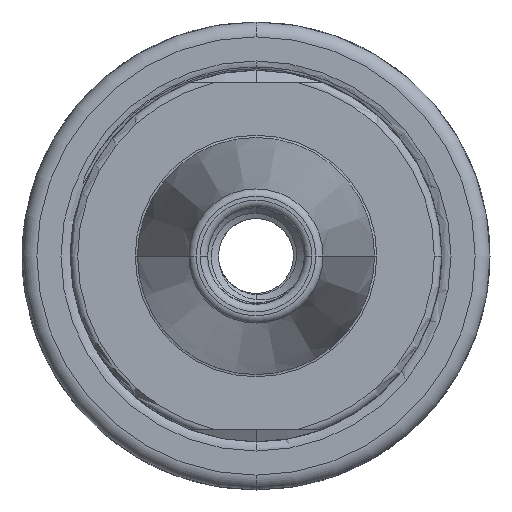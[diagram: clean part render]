
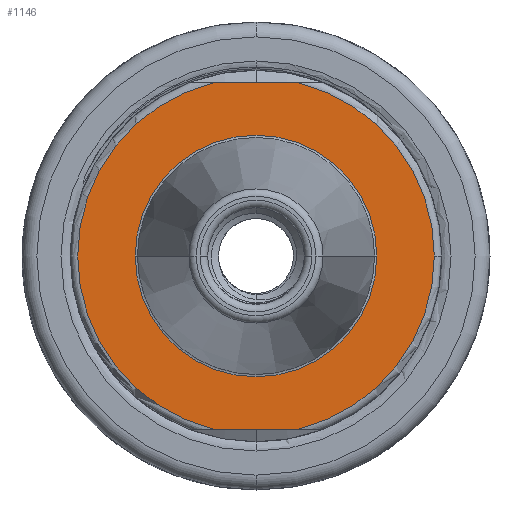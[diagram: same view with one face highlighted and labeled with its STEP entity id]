
A CAD part, left-side view. The second image highlights one B-rep face of the part: STEP entity #1146.
In plain terms, the highlighted planar face has unit normal (-1, 0, 0).
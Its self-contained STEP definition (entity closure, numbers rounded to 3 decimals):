
#1146 = ADVANCED_FACE ( 'NONE', ( #9525, #9483 ), #17977, .T. ) ;
#2268 = CARTESIAN_POINT ( 'NONE',  ( 0., 0., 0. ) ) ;
#2272 = DIRECTION ( 'NONE',  ( -1., 0., 0. ) ) ;
#2280 = DIRECTION ( 'NONE',  ( 0., -1., 0. ) ) ;
#2294 = CARTESIAN_POINT ( 'NONE',  ( 0., 0., 0. ) ) ;
#2313 = DIRECTION ( 'NONE',  ( 0., -1., 0. ) ) ;
#2328 = DIRECTION ( 'NONE',  ( -1., 0., 0. ) ) ;
#2355 = DIRECTION ( 'NONE',  ( 0., -1., 0. ) ) ;
#2364 = DIRECTION ( 'NONE',  ( 0., -1., 0. ) ) ;
#2366 = DIRECTION ( 'NONE',  ( 1., 0., 0. ) ) ;
#2377 = CARTESIAN_POINT ( 'NONE',  ( 0., 0., 0. ) ) ;
#2387 = CARTESIAN_POINT ( 'NONE',  ( 0., 10., -23.3 ) ) ;
#2398 = DIRECTION ( 'NONE',  ( 0., -1., 0. ) ) ;
#2402 = DIRECTION ( 'NONE',  ( 0., -1., 0. ) ) ;
#2409 = CARTESIAN_POINT ( 'NONE',  ( 0., 10., 23.3 ) ) ;
#2418 = DIRECTION ( 'NONE',  ( -1., 0., 0. ) ) ;
#2424 = CARTESIAN_POINT ( 'NONE',  ( 0., 0., 0. ) ) ;
#6221 = EDGE_CURVE ( 'NONE', #9400, #9289, #10041, .T. ) ;
#6339 = EDGE_CURVE ( 'NONE', #9393, #9387, #12884, .T. ) ;
#6342 = EDGE_CURVE ( 'NONE', #9386, #9332, #12879, .T. ) ;
#6347 = EDGE_CURVE ( 'NONE', #9289, #9400, #12891, .T. ) ;
#6353 = EDGE_CURVE ( 'NONE', #9387, #9386, #12896, .T. ) ;
#6358 = EDGE_CURVE ( 'NONE', #9332, #9347, #12968, .T. ) ;
#6359 = EDGE_CURVE ( 'NONE', #9393, #9347, #12962, .T. ) ;
#6677 = AXIS2_PLACEMENT_3D ( 'NONE', #17994, #17987, #17978 ) ;
#9289 = VERTEX_POINT ( 'NONE', #10565 ) ;
#9332 = VERTEX_POINT ( 'NONE', #10534 ) ;
#9347 = VERTEX_POINT ( 'NONE', #10540 ) ;
#9386 = VERTEX_POINT ( 'NONE', #10662 ) ;
#9387 = VERTEX_POINT ( 'NONE', #10724 ) ;
#9393 = VERTEX_POINT ( 'NONE', #10634 ) ;
#9400 = VERTEX_POINT ( 'NONE', #10650 ) ;
#9483 = FACE_OUTER_BOUND ( 'NONE', #14033, .T. ) ;
#9525 = FACE_BOUND ( 'NONE', #13993, .T. ) ;
#10041 = CIRCLE ( 'NONE', #18180, 16.262 ) ;
#10534 = CARTESIAN_POINT ( 'NONE',  ( 0., -24., 0. ) ) ;
#10540 = CARTESIAN_POINT ( 'NONE',  ( 0., -5.754, 23.3 ) ) ;
#10565 = CARTESIAN_POINT ( 'NONE',  ( 0., 16.262, 0. ) ) ;
#10634 = CARTESIAN_POINT ( 'NONE',  ( 0., 5.754, 23.3 ) ) ;
#10650 = CARTESIAN_POINT ( 'NONE',  ( 0., -16.262, 0. ) ) ;
#10662 = CARTESIAN_POINT ( 'NONE',  ( 0., -5.754, -23.3 ) ) ;
#10724 = CARTESIAN_POINT ( 'NONE',  ( 0., 5.754, -23.3 ) ) ;
#12550 = DIRECTION ( 'NONE',  ( 0., -1., 0. ) ) ;
#12561 = DIRECTION ( 'NONE',  ( 1., 0., 0. ) ) ;
#12573 = CARTESIAN_POINT ( 'NONE',  ( 0., 0., 0. ) ) ;
#12879 = CIRCLE ( 'NONE', #18228, 24. ) ;
#12884 = CIRCLE ( 'NONE', #18232, 24. ) ;
#12891 = CIRCLE ( 'NONE', #18233, 16.262 ) ;
#12896 = LINE ( 'NONE', #2387, #12904 ) ;
#12904 = VECTOR ( 'NONE', #2364, 1000. ) ;
#12951 = VECTOR ( 'NONE', #2398, 1000. ) ;
#12962 = LINE ( 'NONE', #2409, #12951 ) ;
#12968 = CIRCLE ( 'NONE', #18219, 24. ) ;
#13993 = EDGE_LOOP ( 'NONE', ( #14741, #14760 ) ) ;
#14033 = EDGE_LOOP ( 'NONE', ( #14768, #14769, #14724, #14781, #14759 ) ) ;
#14724 = ORIENTED_EDGE ( 'NONE', *, *, #6342, .T. ) ;
#14741 = ORIENTED_EDGE ( 'NONE', *, *, #6221, .T. ) ;
#14759 = ORIENTED_EDGE ( 'NONE', *, *, #6359, .F. ) ;
#14760 = ORIENTED_EDGE ( 'NONE', *, *, #6347, .T. ) ;
#14768 = ORIENTED_EDGE ( 'NONE', *, *, #6339, .T. ) ;
#14769 = ORIENTED_EDGE ( 'NONE', *, *, #6353, .T. ) ;
#14781 = ORIENTED_EDGE ( 'NONE', *, *, #6358, .T. ) ;
#17977 = PLANE ( 'NONE',  #6677 ) ;
#17978 = DIRECTION ( 'NONE',  ( 0., -1., 0. ) ) ;
#17987 = DIRECTION ( 'NONE',  ( -1., 0., 0. ) ) ;
#17994 = CARTESIAN_POINT ( 'NONE',  ( 0., 16.342, 0. ) ) ;
#18180 = AXIS2_PLACEMENT_3D ( 'NONE', #12573, #12561, #12550 ) ;
#18219 = AXIS2_PLACEMENT_3D ( 'NONE', #2424, #2418, #2402 ) ;
#18228 = AXIS2_PLACEMENT_3D ( 'NONE', #2294, #2328, #2313 ) ;
#18232 = AXIS2_PLACEMENT_3D ( 'NONE', #2268, #2272, #2280 ) ;
#18233 = AXIS2_PLACEMENT_3D ( 'NONE', #2377, #2366, #2355 ) ;
